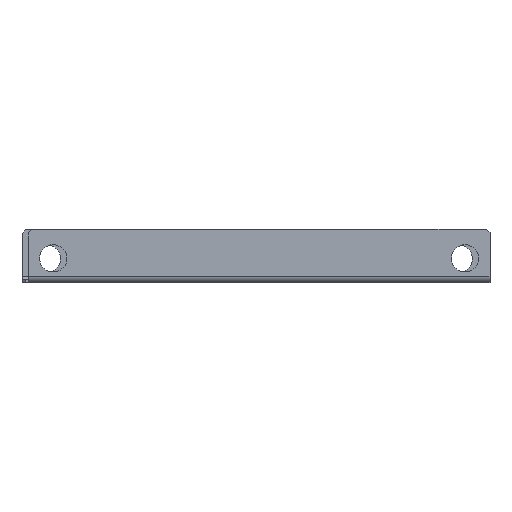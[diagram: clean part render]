
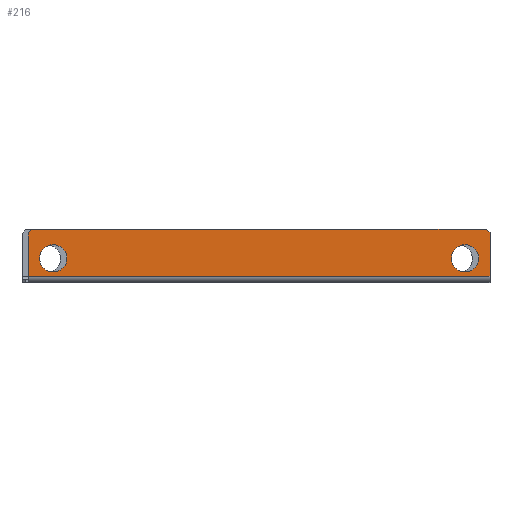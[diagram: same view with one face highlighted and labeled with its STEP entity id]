
A CAD part, top view. The second image highlights one B-rep face of the part: STEP entity #216.
In plain terms, the highlighted planar face has unit normal (0, 0, 1).
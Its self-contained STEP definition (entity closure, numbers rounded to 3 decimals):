
#216=ADVANCED_FACE('',(#452,#453,#454),#455,.T.);
#452=FACE_BOUND('',#752,.T.);
#453=FACE_BOUND('',#753,.T.);
#454=FACE_OUTER_BOUND('',#754,.T.);
#455=PLANE('',#755);
#752=EDGE_LOOP('',(#1180,#1181));
#753=EDGE_LOOP('',(#1182,#1183));
#754=EDGE_LOOP('',(#1184,#1185,#1186,#1187,#1188,#1189));
#755=AXIS2_PLACEMENT_3D('',#1190,#1191,#1192);
#1180=ORIENTED_EDGE('',*,*,#1783,.T.);
#1181=ORIENTED_EDGE('',*,*,#1890,.T.);
#1182=ORIENTED_EDGE('',*,*,#1778,.T.);
#1183=ORIENTED_EDGE('',*,*,#1891,.T.);
#1184=ORIENTED_EDGE('',*,*,#1884,.T.);
#1185=ORIENTED_EDGE('',*,*,#1892,.T.);
#1186=ORIENTED_EDGE('',*,*,#1893,.F.);
#1187=ORIENTED_EDGE('',*,*,#1894,.F.);
#1188=ORIENTED_EDGE('',*,*,#1895,.T.);
#1189=ORIENTED_EDGE('',*,*,#1886,.T.);
#1190=CARTESIAN_POINT('',(600.0,38.25,300.0));
#1191=DIRECTION('',(-0.0,0.0,1.0));
#1192=DIRECTION('',(0.0,1.0,0.0));
#1778=EDGE_CURVE('',#2102,#2106,#2108,.T.);
#1783=EDGE_CURVE('',#2111,#2115,#2117,.T.);
#1884=EDGE_CURVE('',#2264,#2268,#2270,.T.);
#1886=EDGE_CURVE('',#2272,#2264,#2273,.T.);
#1890=EDGE_CURVE('',#2115,#2111,#2278,.T.);
#1891=EDGE_CURVE('',#2106,#2102,#2279,.T.);
#1892=EDGE_CURVE('',#2268,#2280,#2281,.T.);
#1893=EDGE_CURVE('',#2282,#2280,#2283,.T.);
#1894=EDGE_CURVE('',#2284,#2282,#2285,.T.);
#1895=EDGE_CURVE('',#2284,#2272,#2286,.T.);
#2102=VERTEX_POINT('',#2588);
#2106=VERTEX_POINT('',#2593);
#2108=CIRCLE('',#2596,17.5);
#2111=VERTEX_POINT('',#2599);
#2115=VERTEX_POINT('',#2604);
#2117=CIRCLE('',#2607,17.5);
#2264=VERTEX_POINT('',#2826);
#2268=VERTEX_POINT('',#2832);
#2270=LINE('',#2835,#2836);
#2272=VERTEX_POINT('',#2838);
#2273=LINE('',#2839,#2840);
#2278=CIRCLE('',#2847,17.5);
#2279=CIRCLE('',#2848,17.5);
#2280=VERTEX_POINT('',#2849);
#2281=LINE('',#2850,#2851);
#2282=VERTEX_POINT('',#2852);
#2283=LINE('',#2853,#2854);
#2284=VERTEX_POINT('',#2855);
#2285=LINE('',#2856,#2857);
#2286=LINE('',#2858,#2859);
#2588=CARTESIAN_POINT('',(550.5,31.0,300.0));
#2593=CARTESIAN_POINT('',(585.5,31.0,300.0));
#2596=AXIS2_PLACEMENT_3D('',#3293,#3294,#3295);
#2599=CARTESIAN_POINT('',(22.5,31.0,300.0));
#2604=CARTESIAN_POINT('',(57.5,31.0,300.0));
#2607=AXIS2_PLACEMENT_3D('',#3301,#3302,#3303);
#2826=CARTESIAN_POINT('',(13.0,68.5,300.0));
#2832=CARTESIAN_POINT('',(8.0,63.5,300.0));
#2835=CARTESIAN_POINT('',(151.455,206.955,300.0));
#2836=VECTOR('',#3379,1.0);
#2838=CARTESIAN_POINT('',(595.0,68.5,300.0));
#2839=CARTESIAN_POINT('',(600.0,68.5,300.0));
#2840=VECTOR('',#3380,1.0);
#2847=AXIS2_PLACEMENT_3D('',#3383,#3384,#3385);
#2848=AXIS2_PLACEMENT_3D('',#3386,#3387,#3388);
#2849=CARTESIAN_POINT('',(8.0,8.0,300.0));
#2850=CARTESIAN_POINT('',(8.0,68.5,300.0));
#2851=VECTOR('',#3389,1.0);
#2852=CARTESIAN_POINT('',(600.0,8.0,300.0));
#2853=CARTESIAN_POINT('',(600.0,8.0,300.0));
#2854=VECTOR('',#3390,1.0);
#2855=CARTESIAN_POINT('',(600.0,63.5,300.0));
#2856=CARTESIAN_POINT('',(600.0,68.5,300.0));
#2857=VECTOR('',#3391,1.0);
#2858=CARTESIAN_POINT('',(604.545,58.955,300.0));
#2859=VECTOR('',#3392,1.0);
#3293=CARTESIAN_POINT('',(568.0,31.0,300.0));
#3294=DIRECTION('',(0.0,0.0,-1.0));
#3295=DIRECTION('',(-1.0,0.0,0.0));
#3301=CARTESIAN_POINT('',(40.0,31.0,300.0));
#3302=DIRECTION('',(0.0,0.0,-1.0));
#3303=DIRECTION('',(-1.0,0.0,0.0));
#3379=DIRECTION('',(-0.707,-0.707,0.0));
#3380=DIRECTION('',(-1.0,0.0,0.0));
#3383=CARTESIAN_POINT('',(40.0,31.0,300.0));
#3384=DIRECTION('',(0.0,0.0,-1.0));
#3385=DIRECTION('',(-1.0,0.0,0.0));
#3386=CARTESIAN_POINT('',(568.0,31.0,300.0));
#3387=DIRECTION('',(0.0,0.0,-1.0));
#3388=DIRECTION('',(-1.0,0.0,0.0));
#3389=DIRECTION('',(0.0,-1.0,0.0));
#3390=DIRECTION('',(-1.0,0.0,0.0));
#3391=DIRECTION('',(0.0,-1.0,0.0));
#3392=DIRECTION('',(-0.707,0.707,-0.0));
